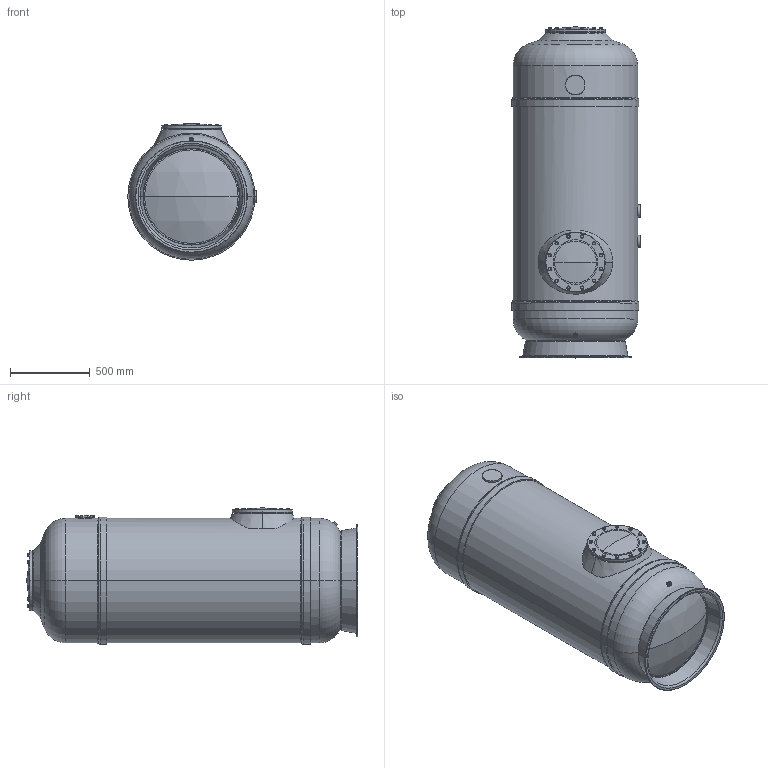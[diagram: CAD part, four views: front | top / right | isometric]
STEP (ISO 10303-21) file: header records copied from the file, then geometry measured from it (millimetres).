
FILE_DESCRIPTION (( 'STEP AP214' ), '1' );
FILE_NAME ('coral80c_nozzle_plate.STEP', '2020-07-07T13:34:45', ( '' ), ( '' ), 'SwSTEP 2.0', 'SolidWorks 2019', '' );
FILE_SCHEMA (( 'AUTOMOTIVE_DESIGN' ));
Length unit declared in the file: millimetre
Products named in the file (14): coral80c_nozzle_plate; hex_screw_m10_40.prt; socket_ma3_20.prt; cylinder.prt; cover_block_a1_dn300.prt; washer_fi10.prt; gasket_sight_glass.prt; dished_top.prt; support.prt; cover_block_a2_dn300.prt; gasket_block_dn300.prt; sight_glass_3col.prt; dished_bottom.prt; socket_ma3_63.prt
Assembly tree (62 placements, depth 2):
  coral80c_nozzle_plate
    support.prt
    dished_bottom.prt
    cylinder.prt
    dished_top.prt
    gasket_block_dn300.prt  x2
    cover_block_a1_dn300.prt
    washer_fi10.prt  x24
    hex_screw_m10_40.prt  x24
    cover_block_a2_dn300.prt
    socket_ma3_63.prt  x2
    socket_ma3_20.prt  x2
    gasket_sight_glass.prt
    sight_glass_3col.prt
Bounding box: 803.78 x 2077.52 x 854.06 mm (x, y, z)
Volume: 7319541.1 mm3; surface area: 12225539.4 mm2
Topology: 59 solids, 86 shells, 1075 faces, 2385 edges, 1466 vertices
Faces by surface type: cylinder 380, plane 332, cone 267, torus 66, sphere 20, bspline 10
Entity records: 21775 total; most frequent: CARTESIAN_POINT 9071, DIRECTION 2337, ORIENTED_EDGE 2072, EDGE_CURVE 1085, AXIS2_PLACEMENT_3D 1034, VERTEX_POINT 694, EDGE_LOOP 606, CIRCLE 506
